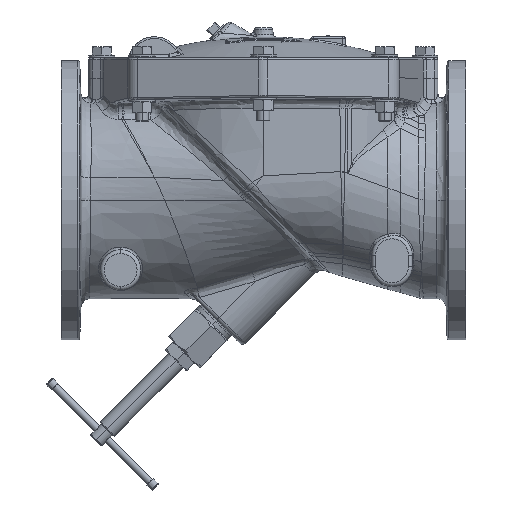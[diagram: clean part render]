
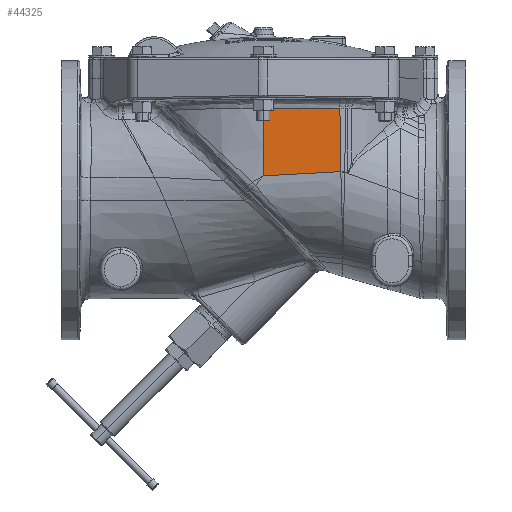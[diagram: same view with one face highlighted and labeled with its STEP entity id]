
A CAD part, top view. The second image highlights one B-rep face of the part: STEP entity #44325.
In plain terms, the highlighted free-form (B-spline) face has degree [5, 5] with [6, 6] control points.
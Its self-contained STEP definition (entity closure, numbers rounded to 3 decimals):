
#10332=CARTESIAN_POINT('',(-0.002,6.253,
9.062));
#10333=CARTESIAN_POINT('',(-0.001,6.176,
9.062));
#10334=CARTESIAN_POINT('',(-0.001,6.023,
9.062));
#10335=CARTESIAN_POINT('',(0.,5.798,
9.062));
#10336=CARTESIAN_POINT('',(0.,5.579,
9.063));
#10337=CARTESIAN_POINT('',(0.001,5.364,
9.062));
#10338=CARTESIAN_POINT('',(0.001,5.155,
9.062));
#10339=CARTESIAN_POINT('',(0.001,4.95,
9.062));
#10340=CARTESIAN_POINT('',(0.002,4.751,
9.062));
#10341=CARTESIAN_POINT('',(0.002,4.556,
9.062));
#10342=CARTESIAN_POINT('',(0.002,4.367,
9.062));
#10343=CARTESIAN_POINT('',(0.002,4.183,
9.062));
#10344=CARTESIAN_POINT('',(0.002,4.005,
9.062));
#10345=CARTESIAN_POINT('',(0.002,3.83,
9.062));
#10346=CARTESIAN_POINT('',(0.002,3.66,
9.062));
#10347=CARTESIAN_POINT('',(0.002,3.495,
9.062));
#10348=CARTESIAN_POINT('',(0.002,3.333,
9.062));
#10349=CARTESIAN_POINT('',(0.002,3.175,
9.062));
#10350=CARTESIAN_POINT('',(0.002,3.021,
9.062));
#10351=CARTESIAN_POINT('',(0.002,2.87,
9.062));
#10352=CARTESIAN_POINT('',(0.002,2.722,
9.062));
#10353=CARTESIAN_POINT('',(0.002,2.578,
9.062));
#10354=CARTESIAN_POINT('',(0.002,2.437,
9.062));
#10355=CARTESIAN_POINT('',(0.002,2.3,
9.062));
#10356=CARTESIAN_POINT('',(0.001,2.165,
9.062));
#10357=CARTESIAN_POINT('',(0.001,2.033,
9.062));
#10358=CARTESIAN_POINT('',(0.001,1.904,
9.062));
#10359=CARTESIAN_POINT('',(0.,1.777,
9.062));
#10360=CARTESIAN_POINT('',(0.,1.694,9.063));
#10361=CARTESIAN_POINT('',(0.,1.652,9.063));
#10363=CARTESIAN_POINT('',(5.204,6.253,9.062));
#10364=CARTESIAN_POINT('',(4.992,6.253,9.062));
#10365=CARTESIAN_POINT('',(4.568,6.253,9.062));
#10366=CARTESIAN_POINT('',(3.927,6.253,9.062));
#10367=CARTESIAN_POINT('',(3.284,6.253,9.062));
#10368=CARTESIAN_POINT('',(2.636,6.253,9.062));
#10369=CARTESIAN_POINT('',(1.983,6.253,9.062));
#10370=CARTESIAN_POINT('',(1.327,6.253,9.062));
#10371=CARTESIAN_POINT('',(0.665,6.253,
9.063));
#10372=CARTESIAN_POINT('',(0.221,6.253,
9.062));
#10373=CARTESIAN_POINT('',(-0.001,6.253,
9.062));
#10375=CARTESIAN_POINT('',(5.204,6.253,9.062));
#10376=CARTESIAN_POINT('',(5.206,6.073,9.062));
#10377=CARTESIAN_POINT('',(5.211,5.732,9.062));
#10378=CARTESIAN_POINT('',(5.217,5.279,9.062));
#10379=CARTESIAN_POINT('',(5.223,4.874,9.062));
#10380=CARTESIAN_POINT('',(5.228,4.508,9.062));
#10381=CARTESIAN_POINT('',(5.233,4.174,9.062));
#10382=CARTESIAN_POINT('',(5.237,3.864,9.062));
#10383=CARTESIAN_POINT('',(5.242,3.571,9.062));
#10384=CARTESIAN_POINT('',(5.246,3.288,9.062));
#10385=CARTESIAN_POINT('',(5.25,3.009,9.062));
#10386=CARTESIAN_POINT('',(5.254,2.735,9.062));
#10387=CARTESIAN_POINT('',(5.258,2.466,9.062));
#10388=CARTESIAN_POINT('',(5.262,2.2,9.062));
#10389=CARTESIAN_POINT('',(5.264,2.025,9.062));
#10390=CARTESIAN_POINT('',(5.266,1.938,9.062));
#10392=CARTESIAN_POINT('',(5.266,1.938,9.062));
#10393=CARTESIAN_POINT('',(3.511,1.842,9.062));
#10394=CARTESIAN_POINT('',(1.755,1.747,9.062));
#10395=CARTESIAN_POINT('',(0.,1.652,
9.062));
#10397=CARTESIAN_POINT('',(0.,1.652,
9.062));
#36243=VERTEX_POINT('',#10397);
#36256=VERTEX_POINT('',#10392);
#36335=VERTEX_POINT('',#10332);
#36338=VERTEX_POINT('',#10375);
#44279=CARTESIAN_POINT('',(5.406,8.75,9.063));
#44280=CARTESIAN_POINT('',(5.406,7.381,9.063));
#44281=CARTESIAN_POINT('',(5.406,6.034,9.062));
#44282=CARTESIAN_POINT('',(5.406,4.709,9.062));
#44283=CARTESIAN_POINT('',(5.406,3.331,9.062));
#44284=CARTESIAN_POINT('',(5.406,1.901,9.062));
#44285=CARTESIAN_POINT('',(2.484,8.735,9.063));
#44286=CARTESIAN_POINT('',(2.771,7.353,9.063));
#44287=CARTESIAN_POINT('',(3.062,5.983,9.062));
#44288=CARTESIAN_POINT('',(3.359,4.628,9.062));
#44289=CARTESIAN_POINT('',(3.644,3.24,9.062));
#44290=CARTESIAN_POINT('',(3.919,1.821,9.062));
#44291=CARTESIAN_POINT('',(-0.439,8.721,9.063));
#44292=CARTESIAN_POINT('',(0.136,7.325,
9.063));
#44293=CARTESIAN_POINT('',(0.719,5.933,
9.062));
#44294=CARTESIAN_POINT('',(1.311,4.546,9.062));
#44295=CARTESIAN_POINT('',(1.882,3.148,9.062));
#44296=CARTESIAN_POINT('',(2.433,1.74,9.062));
#44297=CARTESIAN_POINT('',(-3.361,8.706,9.063));
#44298=CARTESIAN_POINT('',(-2.499,7.297,
9.063));
#44299=CARTESIAN_POINT('',(-1.624,5.883,
9.062));
#44300=CARTESIAN_POINT('',(-0.736,4.465,
9.062));
#44301=CARTESIAN_POINT('',(0.121,3.057,
9.062));
#44302=CARTESIAN_POINT('',(0.947,1.659,
9.062));
#44303=CARTESIAN_POINT('',(-6.283,8.691,9.063));
#44304=CARTESIAN_POINT('',(-5.134,7.269,
9.063));
#44305=CARTESIAN_POINT('',(-3.968,5.833,
9.062));
#44306=CARTESIAN_POINT('',(-2.783,4.383,
9.062));
#44307=CARTESIAN_POINT('',(-1.641,2.966,
9.062));
#44308=CARTESIAN_POINT('',(-0.54,1.579,
9.062));
#44309=CARTESIAN_POINT('',(-9.205,8.677,9.063));
#44310=CARTESIAN_POINT('',(-7.769,7.241,9.063));
#44311=CARTESIAN_POINT('',(-6.311,5.782,
9.062));
#44312=CARTESIAN_POINT('',(-4.83,4.302,
9.062));
#44313=CARTESIAN_POINT('',(-3.403,2.874,
9.062));
#44314=CARTESIAN_POINT('',(-2.026,1.498,
9.062));
#44315=B_SPLINE_SURFACE_WITH_KNOTS('',5,5,((#44279,#44280,#44281,#44282,#44283,
#44284),(#44285,#44286,#44287,#44288,#44289,#44290),(#44291,#44292,#44293,
#44294,#44295,#44296),(#44297,#44298,#44299,#44300,#44301,#44302),(#44303,
#44304,#44305,#44306,#44307,#44308),(#44309,#44310,#44311,#44312,#44313,
#44314)),.UNSPECIFIED.,.F.,.F.,.F.,(6,6),(6,6),(0.,1.),(0.,
0.191),.UNSPECIFIED.);
#44317=ORIENTED_EDGE('',*,*,#44316,.F.);
#44319=ORIENTED_EDGE('',*,*,#44318,.F.);
#44321=ORIENTED_EDGE('',*,*,#44320,.T.);
#44322=ORIENTED_EDGE('',*,*,#44259,.T.);
#44323=EDGE_LOOP('',(#44317,#44319,#44321,#44322));
#44324=FACE_OUTER_BOUND('',#44323,.F.);
#10362=B_SPLINE_CURVE_WITH_KNOTS('',3,(#10332,#10333,#10334,#10335,#10336,
#10337,#10338,#10339,#10340,#10341,#10342,#10343,#10344,#10345,#10346,#10347,
#10348,#10349,#10350,#10351,#10352,#10353,#10354,#10355,#10356,#10357,#10358,
#10359,#10360,#10361),.UNSPECIFIED.,.F.,.F.,(4,1,1,1,1,1,1,1,1,1,1,1,1,1,1,1,1,
1,1,1,1,1,1,1,1,1,1,4),(0.,0.037,0.074,
0.111,0.148,0.185,0.222,
0.259,0.296,0.333,0.37,
0.407,0.444,0.481,0.519,
0.556,0.593,0.63,0.667,
0.704,0.741,0.778,0.815,
0.852,0.889,0.926,0.963,1.),
.UNSPECIFIED.);
#10374=B_SPLINE_CURVE_WITH_KNOTS('',3,(#10363,#10364,#10365,#10366,#10367,
#10368,#10369,#10370,#10371,#10372,#10373),.UNSPECIFIED.,.F.,.F.,(4,1,1,1,1,1,1,
1,4),(0.,0.125,0.25,0.375,0.5,0.625,0.75,0.875,1.),
.UNSPECIFIED.);
#10391=B_SPLINE_CURVE_WITH_KNOTS('',3,(#10375,#10376,#10377,#10378,#10379,
#10380,#10381,#10382,#10383,#10384,#10385,#10386,#10387,#10388,#10389,#10390),
.UNSPECIFIED.,.F.,.F.,(4,1,1,1,1,1,1,1,1,1,1,1,1,4),(0.,0.077,
0.154,0.231,0.308,0.385,
0.462,0.538,0.615,0.692,
0.769,0.846,0.923,1.),.UNSPECIFIED.);
#10396=B_SPLINE_CURVE_WITH_KNOTS('',3,(#10392,#10393,#10394,#10395),
.UNSPECIFIED.,.F.,.F.,(4,4),(0.,1.),.UNSPECIFIED.);
#44259=EDGE_CURVE('',#36256,#36243,#10396,.T.);
#44316=EDGE_CURVE('',#36335,#36243,#10362,.T.);
#44318=EDGE_CURVE('',#36338,#36335,#10374,.T.);
#44320=EDGE_CURVE('',#36338,#36256,#10391,.T.);
#44325=ADVANCED_FACE('',(#44324),#44315,.T.);
